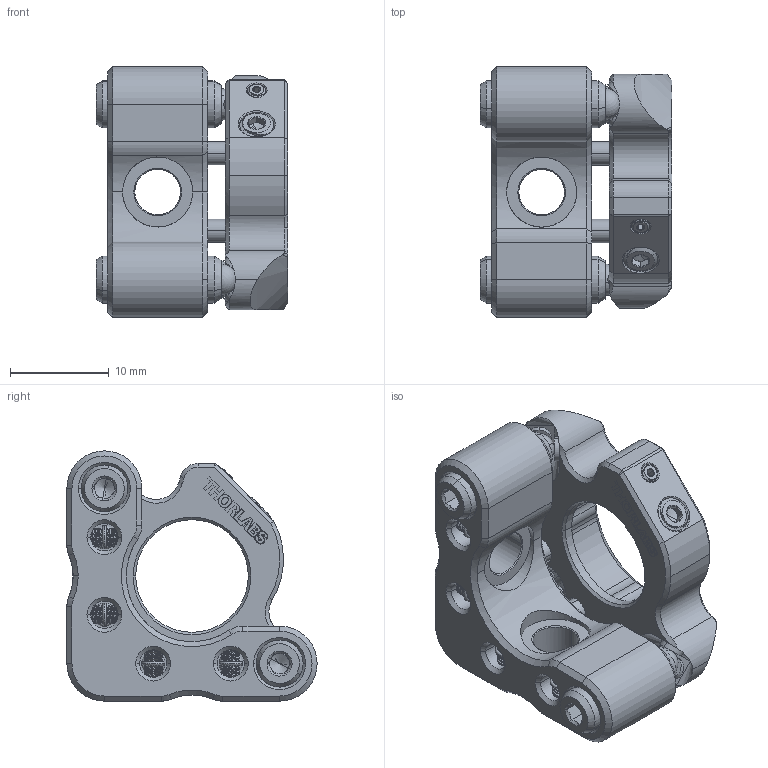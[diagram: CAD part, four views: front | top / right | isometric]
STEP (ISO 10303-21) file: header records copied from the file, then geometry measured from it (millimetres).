
FILE_DESCRIPTION(('FreeCAD Model'),'2;1');
FILE_NAME('Open CASCADE Shape Model','2025-11-19T22:27:19',('FreeCAD'),( 'FreeCAD'),'Open CASCADE STEP processor 7.8','FreeCAD','Unknown');
FILE_SCHEMA(('AUTOMOTIVE_DESIGN { 1 0 10303 214 1 1 1 1 }'));
Length unit declared in the file: millimetre
Products named in the file (1): Open CASCADE STEP translator 7.8 1
Bounding box: 19.47 x 25.4 x 25.4 mm (x, y, z)
Volume: 4281 mm3; surface area: 5612.4 mm2
Topology: 28 solids, 28 shells, 2026 faces, 4591 edges, 2591 vertices
Faces by surface type: cone 761, cylinder 628, plane 436, bspline 129, torus 48, sphere 24
Entity records: 62653 total; most frequent: CARTESIAN_POINT 19985, ORIENTED_EDGE 9022, DIRECTION 8426, EDGE_CURVE 4511, AXIS2_PLACEMENT_3D 3145, VERTEX_POINT 2591, LINE 2136, VECTOR 2136
